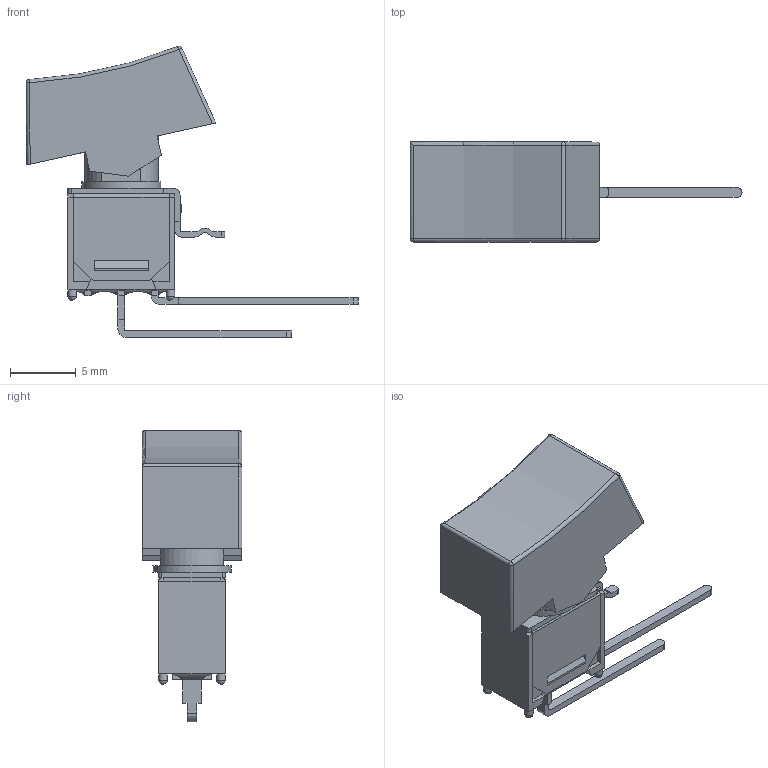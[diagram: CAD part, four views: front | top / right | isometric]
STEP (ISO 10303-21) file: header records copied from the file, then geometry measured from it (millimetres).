
FILE_DESCRIPTION(/* description */ (''),/* implementation_level */ '2;1');
FILE_NAME(/* name */ '400MSP9R1xxxM71xE.stp',/* time_stamp */ '2025-05-14T09:05:38-05:00',/* author */ ('mroman'),/* organization */ (''),/* preprocessor_version */ 'ST-DEVELOPER v18.1',/* originating_system */ 'Autodesk Inventor 2022',/* authorisation */ '');
FILE_SCHEMA (('AUTOMOTIVE_DESIGN { 1 0 10303 214 3 1 1 }'));
Length unit declared in the file: inch
Products named in the file (1): 400MSP9R1xxxM71xE
Bounding box: 25.3 x 7.62 x 22.19 mm (x, y, z)
Volume: 651.2 mm3; surface area: 1513.1 mm2
Topology: 1 solids, 2 shells, 221 faces, 607 edges, 385 vertices
Faces by surface type: plane 163, cylinder 45, sphere 7, torus 2, bspline 2, cone 2
Full cylindrical faces by diameter (mm): 0.65 x4, 3.25 x1, 6 x1
Entity records: 7080 total; most frequent: CARTESIAN_POINT 1375, ORIENTED_EDGE 1206, DIRECTION 1147, EDGE_CURVE 603, LINE 477, VECTOR 477, VERTEX_POINT 385, AXIS2_PLACEMENT_3D 335
